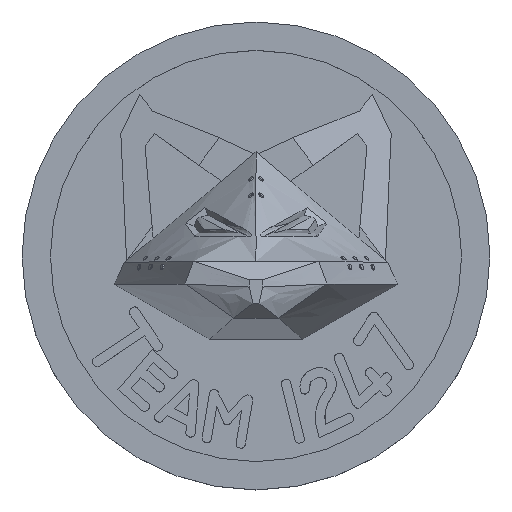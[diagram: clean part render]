
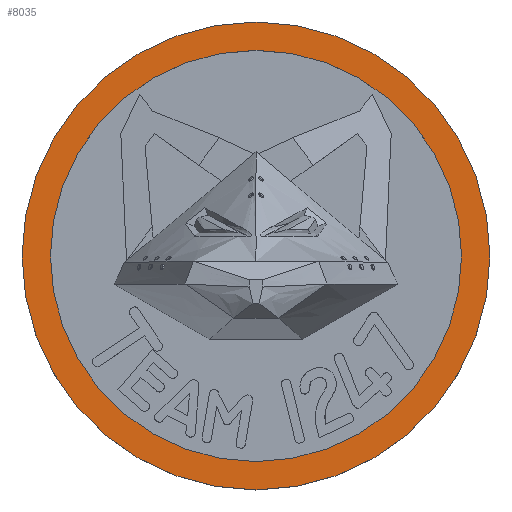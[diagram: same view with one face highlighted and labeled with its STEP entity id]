
A CAD part, top view. The second image highlights one B-rep face of the part: STEP entity #8035.
In plain terms, the highlighted face is planar.
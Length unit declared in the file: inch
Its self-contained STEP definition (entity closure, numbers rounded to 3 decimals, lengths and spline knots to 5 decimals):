
#94=CIRCLE($,#8399,0.725);
#95=CIRCLE($,#8401,0.825);
#135=FACE_BOUND($,#2599,.T.);
#136=FACE_BOUND($,#2600,.T.);
#1844=PLANE($,#8400);
#2599=EDGE_LOOP($,(#6444));
#2600=EDGE_LOOP($,(#6445));
#3731=VERTEX_POINT($,#12627);
#3732=VERTEX_POINT($,#12630);
#4716=EDGE_CURVE($,#3731,#3731,#94,.T.);
#4717=EDGE_CURVE($,#3732,#3732,#95,.T.);
#6444=ORIENTED_EDGE($,*,*,#4716,.T.);
#6445=ORIENTED_EDGE($,*,*,#4717,.T.);
#8035=ADVANCED_FACE($,(#135,#136),#1844,.F.);
#8399=AXIS2_PLACEMENT_3D($,#12628,#9183,#9184);
#8400=AXIS2_PLACEMENT_3D($,#12629,#9185,#9186);
#8401=AXIS2_PLACEMENT_3D($,#12631,#9187,#9188);
#9183=DIRECTION('center_axis',(1.,0.,0.));
#9184=DIRECTION('ref_axis',(0.,0.,-1.));
#9185=DIRECTION('center_axis',(1.,0.,0.));
#9186=DIRECTION('ref_axis',(0.,0.,-1.));
#9187=DIRECTION('center_axis',(-1.,0.,0.));
#9188=DIRECTION('ref_axis',(0.,0.,-1.));
#12627=CARTESIAN_POINT('',(0.60802,0.,0.825));
#12628=CARTESIAN_POINT('Origin',(0.60802,0.,0.1));
#12629=CARTESIAN_POINT('Origin',(0.60802,0.,
0.1));
#12630=CARTESIAN_POINT('',(0.60802,0.,0.925));
#12631=CARTESIAN_POINT('Origin',(0.60802,0.,0.1));
